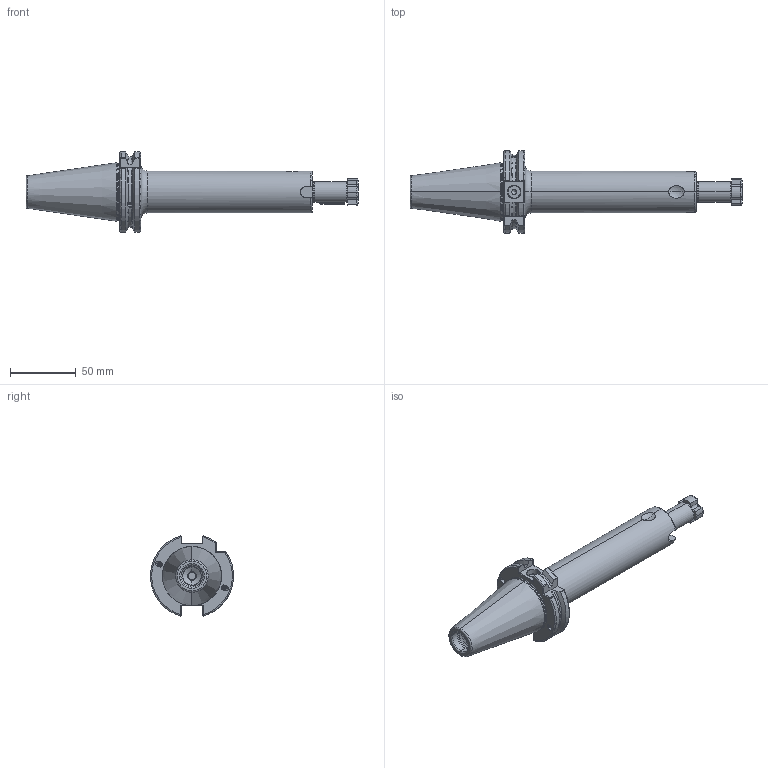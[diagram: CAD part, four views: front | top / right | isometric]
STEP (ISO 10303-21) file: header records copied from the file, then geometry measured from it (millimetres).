
FILE_DESCRIPTION (( 'STEP AP203' ), '1' );
FILE_NAME ('403.10.16.2.STEP', '2016-07-22T10:09:51', ( '' ), ( '' ), 'SwSTEP 2.0', 'SolidWorks 2012', '' );
FILE_SCHEMA (( 'CONFIG_CONTROL_DESIGN' ));
Length unit declared in the file: millimetre
Products named in the file (4): SC16用鍵_4x4x20L; 十字螺絲FMB16; 403.10.16.2
Assembly tree (3 placements, depth 2):
  403.10.16.2
    403.10.16.2
    十字螺絲FMB16
    SC16用鍵_4x4x20L
Bounding box: 253.4 x 63.33 x 61.24 mm (x, y, z)
Volume: 190142.2 mm3; surface area: 45307.9 mm2
Topology: 3 solids, 3 shells, 416 faces, 1124 edges, 702 vertices
Faces by surface type: cylinder 195, plane 80, torus 54, cone 51, bspline 34, sphere 2
Entity records: 26304 total; most frequent: CARTESIAN_POINT 16656, ORIENTED_EDGE 2220, DIRECTION 1657, EDGE_CURVE 1110, VERTEX_POINT 702, AXIS2_PLACEMENT_3D 642, EDGE_LOOP 430, FACE_OUTER_BOUND 416
